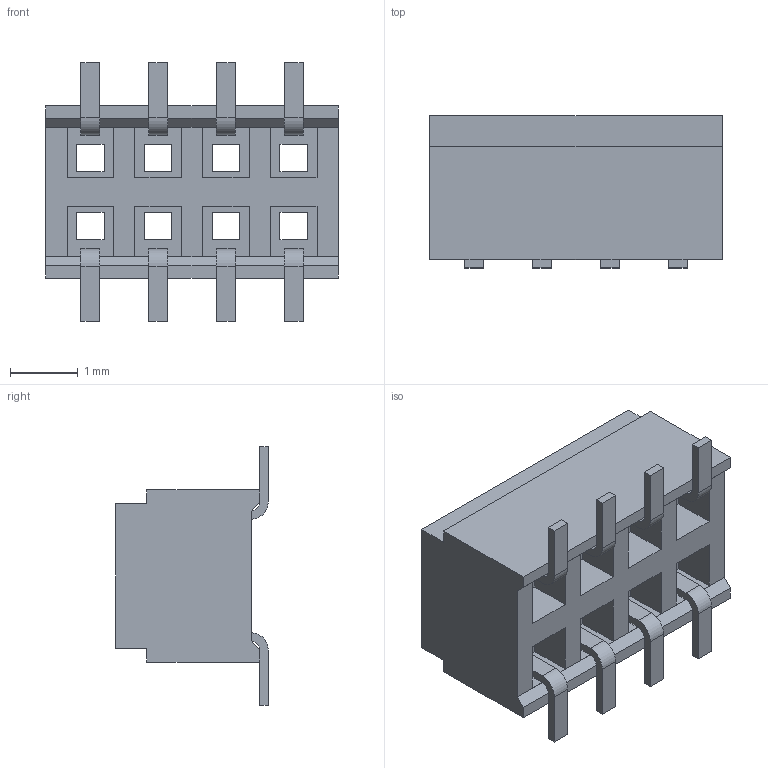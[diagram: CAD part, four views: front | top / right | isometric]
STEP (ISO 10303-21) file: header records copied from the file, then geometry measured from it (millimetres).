
FILE_DESCRIPTION( ( 'STEP AP214' ), '1' );
FILE_NAME( 'CLM-104-02-F-D.stp', '2019-11-23T16:57:14', ( '' ), ( '' ), ' ', 'PARTsolutions', ' ' );
FILE_SCHEMA( ( 'AUTOMOTIVE_DESIGN { 1 0 10303 214 1 1 1 1 }' ) );
Length unit declared in the file: inch
Products named in the file (3): CLM-104-02-F-D; _CLM-104-02-F-D_socket; _C-04-02_pins
Assembly tree (2 placements, depth 2):
  CLM-104-02-F-D
    _CLM-104-02-F-D_socket
    _C-04-02_pins
Bounding box: 4.32 x 2.25 x 3.81 mm (x, y, z)
Volume: 17.7 mm3; surface area: 100.3 mm2
Topology: 2 solids, 2 shells, 192 faces, 508 edges, 328 vertices
Faces by surface type: plane 176, cylinder 16
Entity records: 7434 total; most frequent: CARTESIAN_POINT 1031, ORIENTED_EDGE 1016, DIRECTION 930, EDGE_CURVE 508, LINE 476, VECTOR 476, VERTEX_POINT 328, AXIS2_PLACEMENT_3D 227
